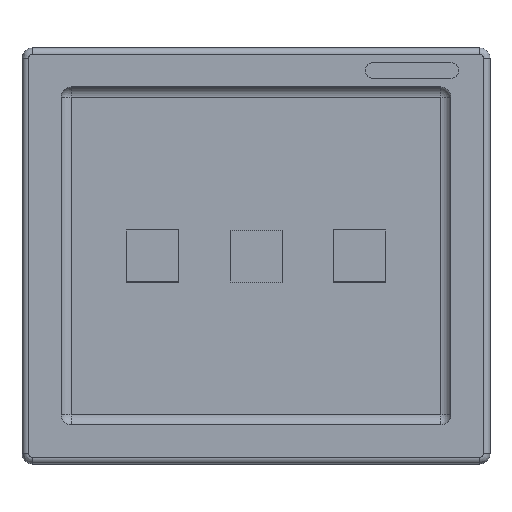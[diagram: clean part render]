
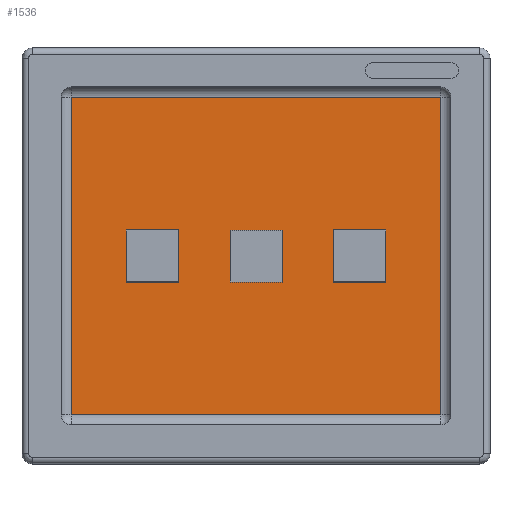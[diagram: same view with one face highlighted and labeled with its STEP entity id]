
A CAD part, top view. The second image highlights one B-rep face of the part: STEP entity #1536.
In plain terms, the highlighted planar face has unit normal (0, 0, 1).
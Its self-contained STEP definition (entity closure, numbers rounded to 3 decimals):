
#22=FACE_BOUND('',#239,.T.);
#23=FACE_BOUND('',#240,.T.);
#24=FACE_BOUND('',#241,.T.);
#145=FACE_OUTER_BOUND('',#238,.T.);
#238=EDGE_LOOP('',(#1104,#1105,#1106,#1107));
#239=EDGE_LOOP('',(#1108,#1109,#1110,#1111));
#240=EDGE_LOOP('',(#1112,#1113,#1114,#1115));
#241=EDGE_LOOP('',(#1116,#1117,#1118,#1119));
#308=LINE('',#2186,#468);
#312=LINE('',#2194,#472);
#315=LINE('',#2200,#475);
#318=LINE('',#2205,#478);
#320=LINE('',#2211,#480);
#324=LINE('',#2219,#484);
#327=LINE('',#2225,#487);
#330=LINE('',#2230,#490);
#332=LINE('',#2236,#492);
#336=LINE('',#2244,#496);
#339=LINE('',#2250,#499);
#342=LINE('',#2255,#502);
#352=LINE('',#2305,#512);
#356=LINE('',#2321,#516);
#360=LINE('',#2330,#520);
#364=LINE('',#2339,#524);
#468=VECTOR('',#1750,10.);
#472=VECTOR('',#1756,10.);
#475=VECTOR('',#1761,10.);
#478=VECTOR('',#1766,10.);
#480=VECTOR('',#1772,10.);
#484=VECTOR('',#1778,10.);
#487=VECTOR('',#1783,10.);
#490=VECTOR('',#1788,10.);
#492=VECTOR('',#1794,10.);
#496=VECTOR('',#1800,10.);
#499=VECTOR('',#1805,10.);
#502=VECTOR('',#1810,10.);
#512=VECTOR('',#1866,10.);
#516=VECTOR('',#1884,10.);
#520=VECTOR('',#1894,10.);
#524=VECTOR('',#1904,10.);
#628=VERTEX_POINT('',#2184);
#629=VERTEX_POINT('',#2185);
#632=VERTEX_POINT('',#2193);
#634=VERTEX_POINT('',#2199);
#636=VERTEX_POINT('',#2209);
#637=VERTEX_POINT('',#2210);
#640=VERTEX_POINT('',#2218);
#642=VERTEX_POINT('',#2224);
#644=VERTEX_POINT('',#2234);
#645=VERTEX_POINT('',#2235);
#648=VERTEX_POINT('',#2243);
#650=VERTEX_POINT('',#2249);
#662=VERTEX_POINT('',#2287);
#663=VERTEX_POINT('',#2291);
#666=VERTEX_POINT('',#2298);
#671=VERTEX_POINT('',#2314);
#760=EDGE_CURVE('',#628,#629,#308,.T.);
#764=EDGE_CURVE('',#629,#632,#312,.T.);
#767=EDGE_CURVE('',#632,#634,#315,.T.);
#770=EDGE_CURVE('',#634,#628,#318,.T.);
#772=EDGE_CURVE('',#636,#637,#320,.T.);
#776=EDGE_CURVE('',#637,#640,#324,.T.);
#779=EDGE_CURVE('',#640,#642,#327,.T.);
#782=EDGE_CURVE('',#642,#636,#330,.T.);
#784=EDGE_CURVE('',#644,#645,#332,.T.);
#788=EDGE_CURVE('',#645,#648,#336,.T.);
#791=EDGE_CURVE('',#648,#650,#339,.T.);
#794=EDGE_CURVE('',#650,#644,#342,.T.);
#817=EDGE_CURVE('',#666,#662,#352,.T.);
#825=EDGE_CURVE('',#671,#666,#356,.T.);
#830=EDGE_CURVE('',#663,#671,#360,.T.);
#835=EDGE_CURVE('',#662,#663,#364,.T.);
#1104=ORIENTED_EDGE('',*,*,#817,.F.);
#1105=ORIENTED_EDGE('',*,*,#825,.F.);
#1106=ORIENTED_EDGE('',*,*,#830,.F.);
#1107=ORIENTED_EDGE('',*,*,#835,.F.);
#1108=ORIENTED_EDGE('',*,*,#760,.T.);
#1109=ORIENTED_EDGE('',*,*,#764,.T.);
#1110=ORIENTED_EDGE('',*,*,#767,.T.);
#1111=ORIENTED_EDGE('',*,*,#770,.T.);
#1112=ORIENTED_EDGE('',*,*,#772,.T.);
#1113=ORIENTED_EDGE('',*,*,#776,.T.);
#1114=ORIENTED_EDGE('',*,*,#779,.T.);
#1115=ORIENTED_EDGE('',*,*,#782,.T.);
#1116=ORIENTED_EDGE('',*,*,#784,.T.);
#1117=ORIENTED_EDGE('',*,*,#788,.T.);
#1118=ORIENTED_EDGE('',*,*,#791,.T.);
#1119=ORIENTED_EDGE('',*,*,#794,.T.);
#1416=PLANE('',#1663);
#1536=ADVANCED_FACE('',(#145,#22,#23,#24),#1416,.F.);
#1663=AXIS2_PLACEMENT_3D('',#2351,#1918,#1919);
#1750=DIRECTION('',(-1.,0.,0.));
#1756=DIRECTION('',(0.,1.,0.));
#1761=DIRECTION('',(1.,0.,0.));
#1766=DIRECTION('',(0.,-1.,0.));
#1772=DIRECTION('',(-1.,0.,0.));
#1778=DIRECTION('',(0.,1.,0.));
#1783=DIRECTION('',(1.,0.,0.));
#1788=DIRECTION('',(0.,-1.,0.));
#1794=DIRECTION('',(-1.,0.,0.));
#1800=DIRECTION('',(0.,1.,0.));
#1805=DIRECTION('',(1.,0.,0.));
#1810=DIRECTION('',(0.,-1.,0.));
#1866=DIRECTION('',(1.,0.,0.));
#1884=DIRECTION('',(0.,1.,0.));
#1894=DIRECTION('',(-1.,0.,0.));
#1904=DIRECTION('',(0.,-1.,0.));
#1918=DIRECTION('center_axis',(0.,0.,-1.));
#1919=DIRECTION('ref_axis',(-1.,0.,0.));
#2184=CARTESIAN_POINT('',(0.5,-0.1,0.2));
#2185=CARTESIAN_POINT('',(0.3,-0.1,0.2));
#2186=CARTESIAN_POINT('',(0.15,-0.1,0.2));
#2193=CARTESIAN_POINT('',(0.3,0.1,0.2));
#2194=CARTESIAN_POINT('',(0.3,0.05,0.2));
#2199=CARTESIAN_POINT('',(0.5,0.1,0.2));
#2200=CARTESIAN_POINT('',(0.25,0.1,0.2));
#2205=CARTESIAN_POINT('',(0.5,-0.05,0.2));
#2209=CARTESIAN_POINT('',(0.1,-0.1,0.2));
#2210=CARTESIAN_POINT('',(-0.1,-0.1,0.2));
#2211=CARTESIAN_POINT('',(-0.05,-0.1,0.2));
#2218=CARTESIAN_POINT('',(-0.1,0.1,0.2));
#2219=CARTESIAN_POINT('',(-0.1,0.05,0.2));
#2224=CARTESIAN_POINT('',(0.1,0.1,0.2));
#2225=CARTESIAN_POINT('',(0.05,0.1,0.2));
#2230=CARTESIAN_POINT('',(0.1,-0.05,0.2));
#2234=CARTESIAN_POINT('',(-0.3,-0.1,0.2));
#2235=CARTESIAN_POINT('',(-0.5,-0.1,0.2));
#2236=CARTESIAN_POINT('',(-0.25,-0.1,0.2));
#2243=CARTESIAN_POINT('',(-0.5,0.1,0.2));
#2244=CARTESIAN_POINT('',(-0.5,0.05,0.2));
#2249=CARTESIAN_POINT('',(-0.3,0.1,0.2));
#2250=CARTESIAN_POINT('',(-0.15,0.1,0.2));
#2255=CARTESIAN_POINT('',(-0.3,-0.05,0.2));
#2287=CARTESIAN_POINT('',(0.71,0.61,0.2));
#2291=CARTESIAN_POINT('',(0.71,-0.61,0.2));
#2298=CARTESIAN_POINT('',(-0.71,0.61,0.2));
#2305=CARTESIAN_POINT('',(-0.375,0.61,0.2));
#2314=CARTESIAN_POINT('',(-0.71,-0.61,0.2));
#2321=CARTESIAN_POINT('',(-0.71,-0.325,0.2));
#2330=CARTESIAN_POINT('',(0.375,-0.61,0.2));
#2339=CARTESIAN_POINT('',(0.71,0.325,0.2));
#2351=CARTESIAN_POINT('Origin',(0.,0.,
0.2));
